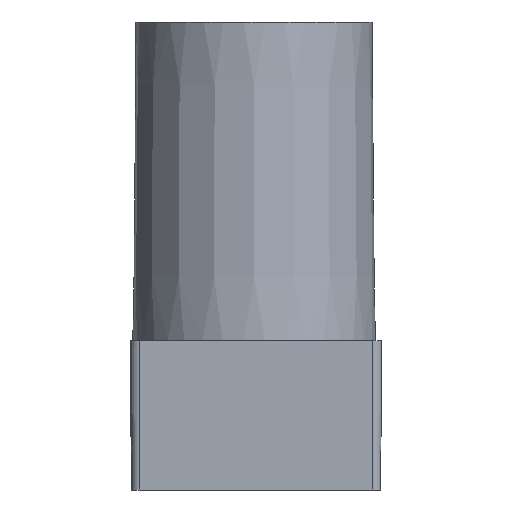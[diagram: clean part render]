
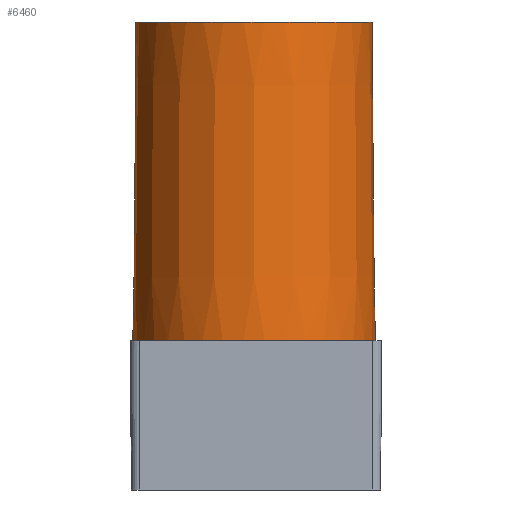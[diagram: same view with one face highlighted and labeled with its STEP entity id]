
A CAD part, left-side view. The second image highlights one B-rep face of the part: STEP entity #6460.
In plain terms, the highlighted conical face has half-angle 0.5 degrees and reference radius 9.461 mm.
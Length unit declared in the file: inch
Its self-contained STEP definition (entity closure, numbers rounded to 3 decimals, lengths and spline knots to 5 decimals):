
#48 = VERTEX_POINT ( 'NONE', #778 ) ;
#66 = VERTEX_POINT ( 'NONE', #5178 ) ;
#411 = AXIS2_PLACEMENT_3D ( 'NONE', #588, #1625, #3779 ) ;
#465 = LINE ( 'NONE', #2283, #3136 ) ;
#588 = CARTESIAN_POINT ( 'NONE',  ( 0.382, 0.401, 1.469 ) ) ;
#700 = CARTESIAN_POINT ( 'NONE',  ( 0.64699, 0.1392, 1.469 ) ) ;
#778 = CARTESIAN_POINT ( 'NONE',  ( 0.6532, 0.13307, 0.469 ) ) ;
#1023 = ORIENTED_EDGE ( 'NONE', *, *, #2666, .T. ) ;
#1383 = ORIENTED_EDGE ( 'NONE', *, *, #2085, .F. ) ;
#1518 = EDGE_CURVE ( 'NONE', #66, #48, #3557, .T. ) ;
#1625 = DIRECTION ( 'NONE',  ( 0., 0., -1. ) ) ;
#1998 = DIRECTION ( 'NONE',  ( 0., 0., 1. ) ) ;
#2061 = LINE ( 'NONE', #5018, #4735 ) ;
#2085 = EDGE_CURVE ( 'NONE', #66, #6081, #2061, .T. ) ;
#2283 = CARTESIAN_POINT ( 'NONE',  ( 0.64699, 0.1392, 1.469 ) ) ;
#2326 = EDGE_LOOP ( 'NONE', ( #2572, #1383, #5370, #1023 ) ) ;
#2572 = ORIENTED_EDGE ( 'NONE', *, *, #2747, .F. ) ;
#2666 = EDGE_CURVE ( 'NONE', #48, #5915, #465, .T. ) ;
#2747 = EDGE_CURVE ( 'NONE', #6081, #5915, #4877, .T. ) ;
#2831 = DIRECTION ( 'NONE',  ( -0.006, 0.006, 1. ) ) ;
#3033 = DIRECTION ( 'NONE',  ( 0., 0., 1. ) ) ;
#3136 = VECTOR ( 'NONE', #2831, 39.37008 ) ;
#3557 = CIRCLE ( 'NONE', #5797, 0.38123 ) ;
#3779 = DIRECTION ( 'NONE',  ( 1., 0., 0. ) ) ;
#4029 = CARTESIAN_POINT ( 'NONE',  ( 0.64699, 0.6628, 1.469 ) ) ;
#4735 = VECTOR ( 'NONE', #5563, 39.37008 ) ;
#4877 = CIRCLE ( 'NONE', #6628, 0.3725 ) ;
#5018 = CARTESIAN_POINT ( 'NONE',  ( 0.64699, 0.6628, 1.469 ) ) ;
#5178 = CARTESIAN_POINT ( 'NONE',  ( 0.6532, 0.66893, 0.469 ) ) ;
#5203 = CARTESIAN_POINT ( 'NONE',  ( 0.382, 0.401, 0.469 ) ) ;
#5370 = ORIENTED_EDGE ( 'NONE', *, *, #1518, .T. ) ;
#5563 = DIRECTION ( 'NONE',  ( -0.006, -0.006, 1. ) ) ;
#5753 = DIRECTION ( 'NONE',  ( 1., 0., 0. ) ) ;
#5797 = AXIS2_PLACEMENT_3D ( 'NONE', #5203, #1998, #5753 ) ;
#5915 = VERTEX_POINT ( 'NONE', #700 ) ;
#6081 = VERTEX_POINT ( 'NONE', #4029 ) ;
#6124 = CONICAL_SURFACE ( 'NONE', #411, 0.3725, 0.009 ) ;
#6266 = CARTESIAN_POINT ( 'NONE',  ( 0.382, 0.401, 1.469 ) ) ;
#6292 = FACE_OUTER_BOUND ( 'NONE', #2326, .T. ) ;
#6460 = ADVANCED_FACE ( 'NONE', ( #6292 ), #6124, .T. ) ;
#6628 = AXIS2_PLACEMENT_3D ( 'NONE', #6266, #3033, #6808 ) ;
#6808 = DIRECTION ( 'NONE',  ( 1., 0., 0. ) ) ;
